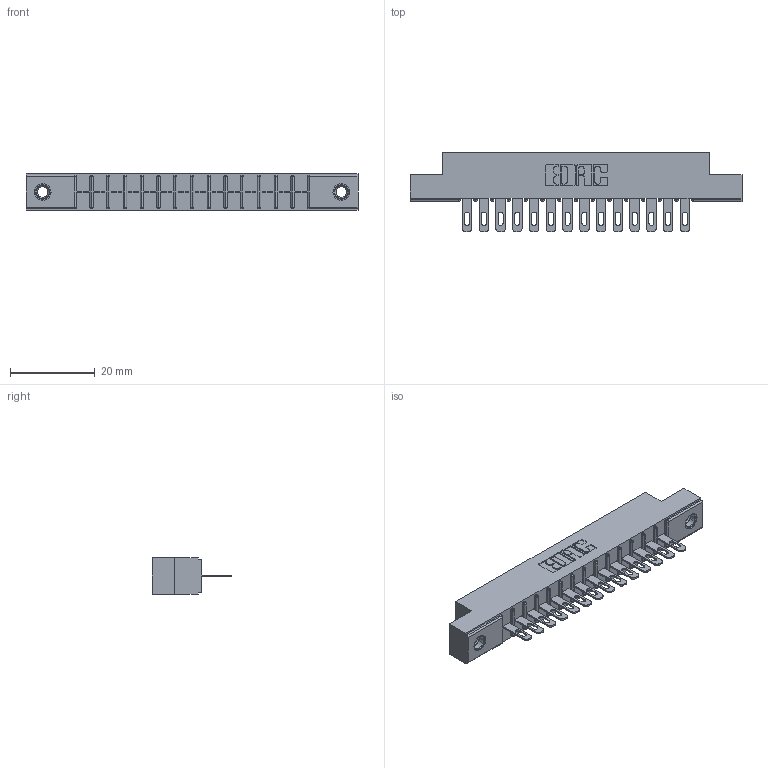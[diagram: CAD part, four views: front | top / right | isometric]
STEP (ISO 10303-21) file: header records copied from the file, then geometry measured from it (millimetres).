
FILE_DESCRIPTION (( 'STEP AP203' ), '1' );
FILE_NAME ('306-014-500-107.STEP', '2019-09-11T19:46:36', ( '' ), ( '' ), 'SwSTEP 2.0', 'SolidWorks 2016', '' );
FILE_SCHEMA (( 'CONFIG_CONTROL_DESIGN' ));
Length unit declared in the file: inch
Products named in the file (4): 306-014-500-107; 306 Part_.156 Dia; 345-250-001_345-250-005-103; 306-290-001_100
Assembly tree (17 placements, depth 2):
  306-014-500-107
    306 Part_.156 Dia
    306-290-001_100  x14
    345-250-001_345-250-005-103  x2
Bounding box: 78.49 x 18.87 x 8.71 mm (x, y, z)
Volume: 5360.1 mm3; surface area: 7944.1 mm2
Topology: 17 solids, 17 shells, 1240 faces, 3462 edges, 2224 vertices
Faces by surface type: plane 800, cylinder 368, sphere 56, cone 12, torus 4
Entity records: 18032 total; most frequent: CARTESIAN_POINT 3004, DIRECTION 2974, ORIENTED_EDGE 2968, EDGE_CURVE 1484, VECTOR 1142, LINE 1142, VERTEX_POINT 946, AXIS2_PLACEMENT_3D 916
